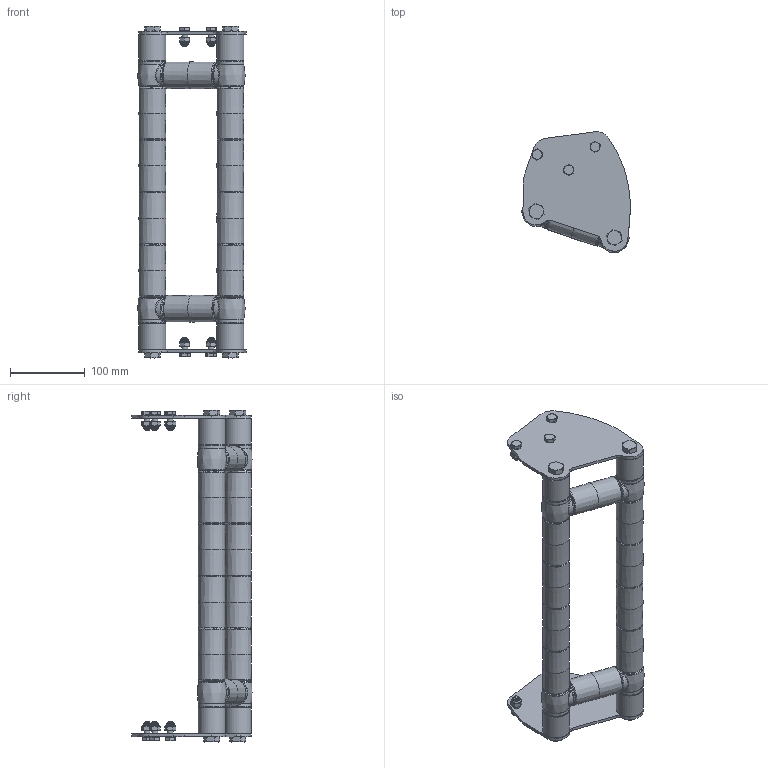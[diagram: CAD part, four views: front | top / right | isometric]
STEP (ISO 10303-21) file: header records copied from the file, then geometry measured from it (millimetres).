
FILE_DESCRIPTION(/* description */ ('Unknown'),/* implementation_level */ '2;1');
FILE_NAME(/* name */ '77-12775',/* time_stamp */ '2021-08-23T16:20:04+02:00',/* author */ ('Unknown'),/* organization */ ('Unknown'),/* preprocessor_version */ 'ST-DEVELOPER v16.7',/* originating_system */ 'Solid Edge',/* authorisation */ 'Unknown');
FILE_SCHEMA (('AUTOMOTIVE_DESIGN {1 0 10303 214 3 1 1}'));
Products named in the file (1): 77-12775
Bounding box: 145.48 x 160.62 x 444 mm (x, y, z)
Volume: 974975 mm3; surface area: 406200.5 mm2
Topology: 4 solids, 12 shells, 2803 faces, 6671 edges, 3683 vertices
Faces by surface type: cylinder 792, bspline 748, plane 473, torus 446, cone 304, sphere 40
Full cylindrical faces by diameter (mm): 7.805 x12, 9 x6, 10.2 x4, 11.63 x6, 12 x4, 13 x4, 18 x8, 18.1 x4, 18.7 x4, 26 x4, 36 x4
Entity records: 151040 total; most frequent: CARTESIAN_POINT 91369, ORIENTED_EDGE 12118, DIRECTION 8584, EDGE_CURVE 6059, AXIS2_PLACEMENT_3D 3805, VERTEX_POINT 3557, B_SPLINE_CURVE_WITH_KNOTS 3238, FACE_BOUND 3164
